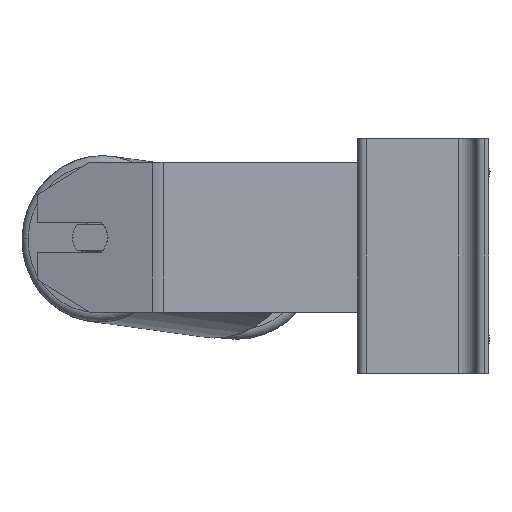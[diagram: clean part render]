
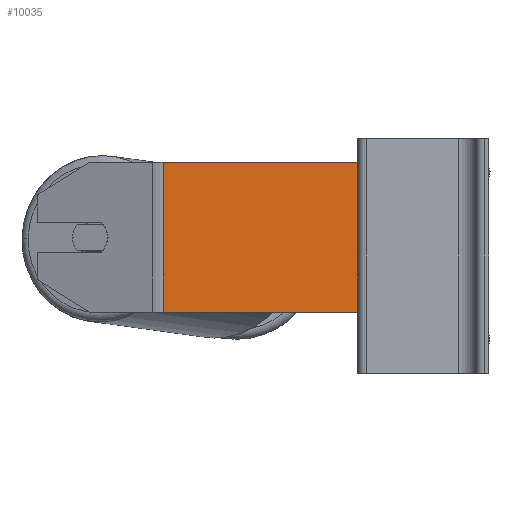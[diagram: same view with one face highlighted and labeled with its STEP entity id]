
A CAD part, left-side view. The second image highlights one B-rep face of the part: STEP entity #10035.
In plain terms, the highlighted planar face has unit normal (-1, 0, 0).
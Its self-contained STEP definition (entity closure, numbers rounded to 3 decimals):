
#130 = VECTOR ( 'NONE', #3590, 1000. ) ;
#397 = EDGE_CURVE ( 'NONE', #1251, #2836, #8510, .T. ) ;
#551 = LINE ( 'NONE', #1347, #2228 ) ;
#1019 = LINE ( 'NONE', #5815, #10083 ) ;
#1251 = VERTEX_POINT ( 'NONE', #7339 ) ;
#1347 = CARTESIAN_POINT ( 'NONE',  ( -338., 124.726, 50. ) ) ;
#1658 = CARTESIAN_POINT ( 'NONE',  ( -338., 124.726, -30. ) ) ;
#1804 = CARTESIAN_POINT ( 'NONE',  ( -338., 18., -30. ) ) ;
#2048 = EDGE_LOOP ( 'NONE', ( #2535, #2808, #5721, #6182 ) ) ;
#2104 = DIRECTION ( 'NONE',  ( 0., 1., 0. ) ) ;
#2153 = DIRECTION ( 'NONE',  ( 0., -1., 0. ) ) ;
#2228 = VECTOR ( 'NONE', #2153, 1000. ) ;
#2535 = ORIENTED_EDGE ( 'NONE', *, *, #7646, .T. ) ;
#2808 = ORIENTED_EDGE ( 'NONE', *, *, #397, .F. ) ;
#2836 = VERTEX_POINT ( 'NONE', #1804 ) ;
#3210 = CARTESIAN_POINT ( 'NONE',  ( -338., 121.905, 50. ) ) ;
#3314 = EDGE_CURVE ( 'NONE', #6587, #1251, #551, .T. ) ;
#3485 = VECTOR ( 'NONE', #5707, 1000. ) ;
#3590 = DIRECTION ( 'NONE',  ( 0., 0., -1. ) ) ;
#3605 = DIRECTION ( 'NONE',  ( 1., 0., 0. ) ) ;
#3833 = AXIS2_PLACEMENT_3D ( 'NONE', #4603, #3605, #2104 ) ;
#4004 = LINE ( 'NONE', #1658, #3485 ) ;
#4272 = DIRECTION ( 'NONE',  ( 0., 0., -1. ) ) ;
#4603 = CARTESIAN_POINT ( 'NONE',  ( -338., 124.726, 50. ) ) ;
#4662 = VERTEX_POINT ( 'NONE', #8036 ) ;
#5707 = DIRECTION ( 'NONE',  ( 0., -1., 0. ) ) ;
#5721 = ORIENTED_EDGE ( 'NONE', *, *, #3314, .F. ) ;
#5815 = CARTESIAN_POINT ( 'NONE',  ( -338., 121.905, 50. ) ) ;
#6182 = ORIENTED_EDGE ( 'NONE', *, *, #7773, .T. ) ;
#6587 = VERTEX_POINT ( 'NONE', #3210 ) ;
#7339 = CARTESIAN_POINT ( 'NONE',  ( -338., 18., 50. ) ) ;
#7646 = EDGE_CURVE ( 'NONE', #4662, #2836, #4004, .T. ) ;
#7773 = EDGE_CURVE ( 'NONE', #6587, #4662, #1019, .T. ) ;
#8036 = CARTESIAN_POINT ( 'NONE',  ( -338., 121.905, -30. ) ) ;
#8510 = LINE ( 'NONE', #10112, #130 ) ;
#9385 = PLANE ( 'NONE',  #3833 ) ;
#10035 = ADVANCED_FACE ( 'NONE', ( #10176 ), #9385, .F. ) ;
#10083 = VECTOR ( 'NONE', #4272, 1000. ) ;
#10112 = CARTESIAN_POINT ( 'NONE',  ( -338., 18., 50. ) ) ;
#10176 = FACE_OUTER_BOUND ( 'NONE', #2048, .T. ) ;
